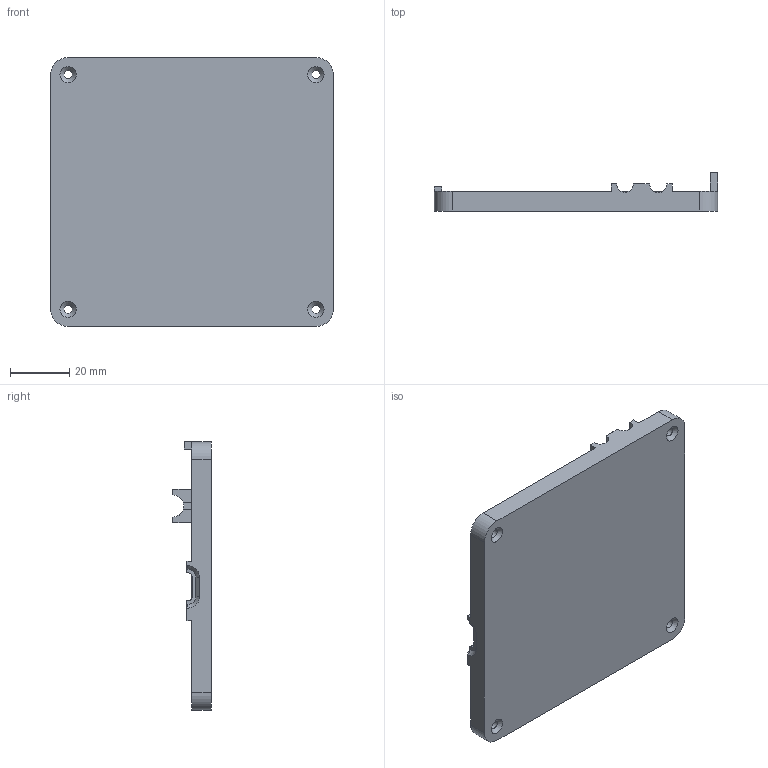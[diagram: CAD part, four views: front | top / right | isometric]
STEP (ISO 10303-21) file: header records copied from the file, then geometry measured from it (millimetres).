
FILE_DESCRIPTION(/* description */ (''),/* implementation_level */ '2;1');
FILE_NAME(/* name */ 'Mod17_Bottom_Cover.step',/* time_stamp */ '2022-12-13T20:08:01-05:00',/* author */ (''),/* organization */ (''),/* preprocessor_version */ 'ST-DEVELOPER v19.2',/* originating_system */ 'Autodesk Translation Framework v11.17.0.187',/* authorisation */ '');
FILE_SCHEMA (('AUTOMOTIVE_DESIGN { 1 0 10303 214 3 1 1 }'));
Length unit declared in the file: millimetre
Products named in the file (1): Bottom
Bounding box: 96 x 13.07 x 91.05 mm (x, y, z)
Volume: 21956.3 mm3; surface area: 21844.8 mm2
Topology: 1 solids, 1 shells, 78 faces, 224 edges, 148 vertices
Faces by surface type: plane 51, cylinder 21, cone 6
Full cylindrical faces by diameter (mm): 2.9 x4
Entity records: 2597 total; most frequent: CARTESIAN_POINT 451, ORIENTED_EDGE 448, DIRECTION 434, EDGE_CURVE 224, LINE 172, VECTOR 172, VERTEX_POINT 148, AXIS2_PLACEMENT_3D 131
